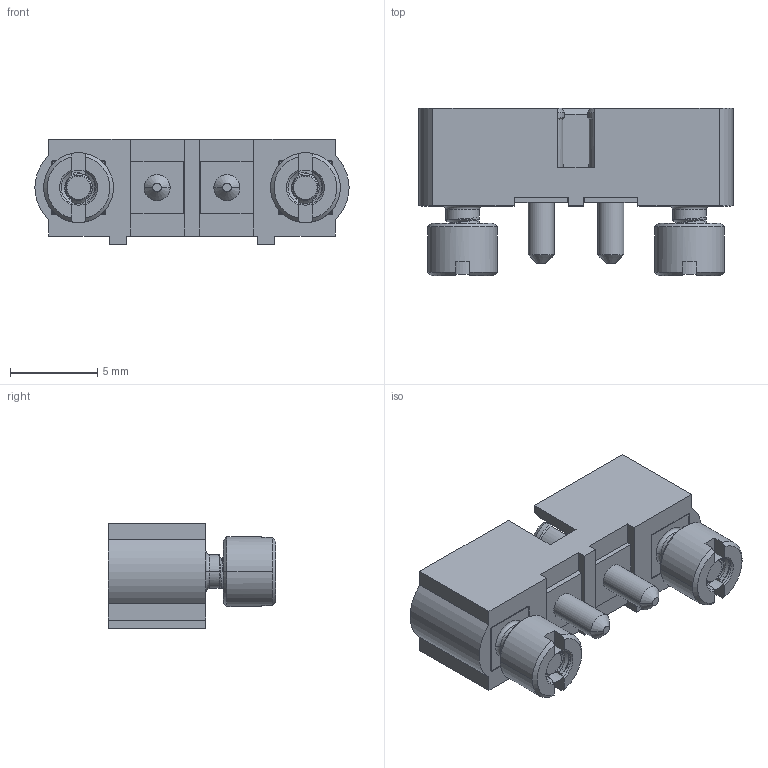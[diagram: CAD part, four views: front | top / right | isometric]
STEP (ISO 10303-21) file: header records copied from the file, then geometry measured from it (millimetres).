
FILE_DESCRIPTION((''),'2;1');
FILE_NAME('M80-5000000M2-02-331-00-000_ASM','2020-03-12T14:39:06',('wpreston'),(''),'CREO PARAMETRIC BY PTC INC, 2019344','CREO PARAMETRIC BY PTC INC, 2019344','');
FILE_SCHEMA(('CONFIG_CONTROL_DESIGN','SHAPE_APPEARANCE_LAYERS_GROUPS'));
Length unit declared in the file: millimetre
Products named in the file (5): M80-271-02-00-00; M80-331; M80-211; M80-213; M80-5000000M2-02-331-00-000_ASM
Assembly tree (7 placements, depth 2):
  M80-5000000M2-02-331-00-000_ASM
    M80-271-02-00-00
    M80-331  x2
    M80-211  x2
    M80-213  x2
Bounding box: 18 x 9.6 x 6.05 mm (x, y, z)
Volume: 447.4 mm3; surface area: 1322 mm2
Topology: 7 solids, 13 shells, 463 faces, 1229 edges, 794 vertices
Faces by surface type: cylinder 158, plane 153, bspline 78, cone 70, torus 4
Entity records: 17923 total; most frequent: CARTESIAN_POINT 9278, ORIENTED_EDGE 1400, DIRECTION 1175, PRESENTATION_STYLE_ASSIGNMENT 713, STYLED_ITEM 713, CURVE_STYLE 706, EDGE_CURVE 706, VERTEX_POINT 460
